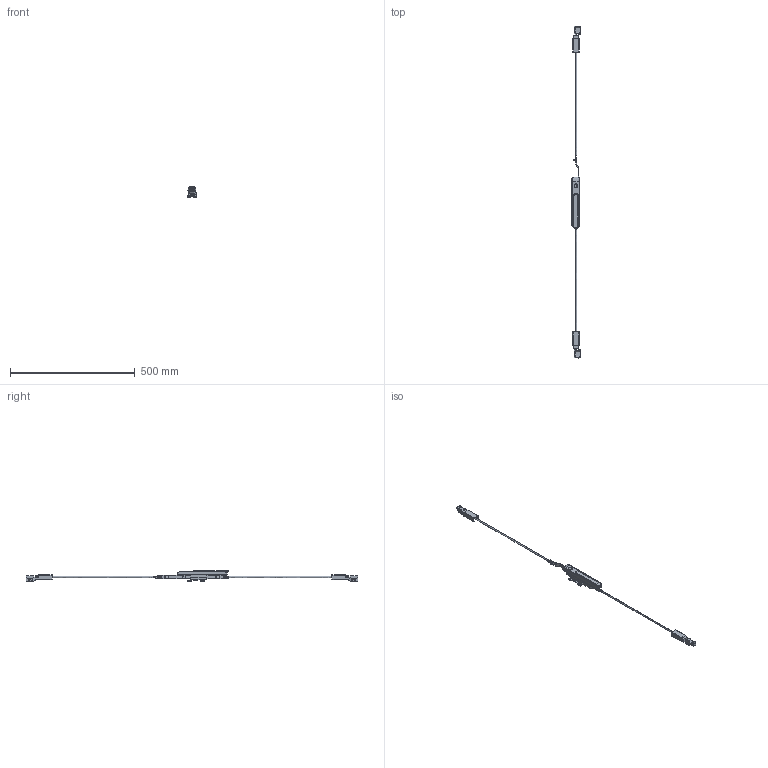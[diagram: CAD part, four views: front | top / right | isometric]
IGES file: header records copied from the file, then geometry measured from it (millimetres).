
Start section: SolidWorks IGES file using analytic representation for surfaces
Global section: file name: A-462-1-1-L-TAK60.IGS,15; native system: HSolidWorks 2018; preprocessor: SolidWorks 2018; author: 1337yo; date: 200623.110034; units: millimetre
Bounding box: 39.1 x 1329 x 43 mm (x, y, z)
Surface area: 138091.3 mm2 (no closed solid volume)
Topology: 0 solids, 0 shells, 918 faces, 12707 edges, 12676 vertices
Faces by surface type: bspline 536, revolution 382
